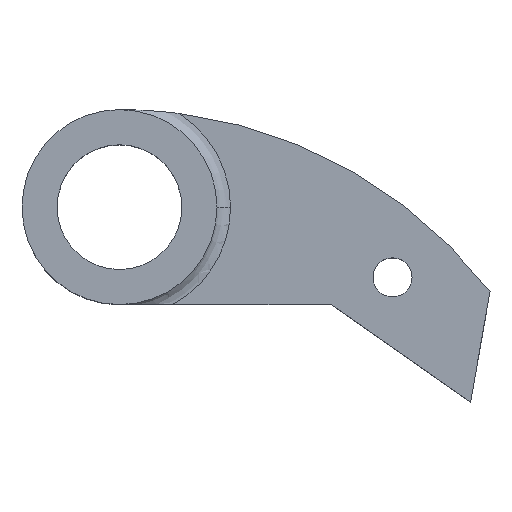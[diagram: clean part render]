
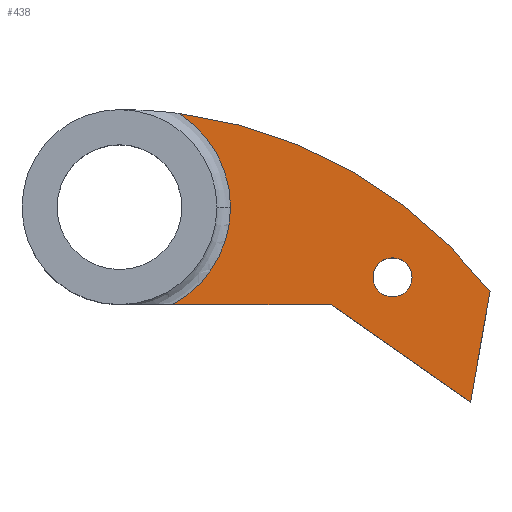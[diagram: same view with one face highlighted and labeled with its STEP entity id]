
A CAD part, top view. The second image highlights one B-rep face of the part: STEP entity #438.
In plain terms, the highlighted planar face has unit normal (0, 0, 1).
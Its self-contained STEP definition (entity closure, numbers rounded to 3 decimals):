
#3 = DIRECTION ( 'NONE',  ( 0., 0., 1. ) ) ;
#7 = ORIENTED_EDGE ( 'NONE', *, *, #505, .F. ) ;
#15 = DIRECTION ( 'NONE',  ( 1., 0., 0. ) ) ;
#16 = EDGE_CURVE ( 'NONE', #547, #384, #76, .T. ) ;
#20 = VERTEX_POINT ( 'NONE', #562 ) ;
#24 = CARTESIAN_POINT ( 'NONE',  ( 35., -9., 8. ) ) ;
#26 = EDGE_CURVE ( 'NONE', #606, #20, #418, .T. ) ;
#32 = CARTESIAN_POINT ( 'NONE',  ( 37.5, -9., 8. ) ) ;
#48 = CARTESIAN_POINT ( 'NONE',  ( 0., 0., 8. ) ) ;
#53 = VERTEX_POINT ( 'NONE', #523 ) ;
#64 = CARTESIAN_POINT ( 'NONE',  ( 0., -47.5, 8. ) ) ;
#74 = EDGE_CURVE ( 'NONE', #53, #606, #424, .T. ) ;
#76 = CIRCLE ( 'NONE', #602, 2.5 ) ;
#97 = DIRECTION ( 'NONE',  ( 0.819, -0.574, 0. ) ) ;
#102 = VERTEX_POINT ( 'NONE', #240 ) ;
#133 = DIRECTION ( 'NONE',  ( 0., 0., -1. ) ) ;
#138 = DIRECTION ( 'NONE',  ( 1., 0., 0. ) ) ;
#140 = VERTEX_POINT ( 'NONE', #530 ) ;
#150 = VECTOR ( 'NONE', #97, 1000. ) ;
#154 = LINE ( 'NONE', #342, #338 ) ;
#163 = CARTESIAN_POINT ( 'NONE',  ( 32.5, -9., 8. ) ) ;
#178 = EDGE_CURVE ( 'NONE', #102, #20, #154, .T. ) ;
#185 = AXIS2_PLACEMENT_3D ( 'NONE', #64, #239, #580 ) ;
#202 = CARTESIAN_POINT ( 'NONE',  ( 0., 0., 8. ) ) ;
#207 = AXIS2_PLACEMENT_3D ( 'NONE', #24, #329, #339 ) ;
#233 = AXIS2_PLACEMENT_3D ( 'NONE', #202, #429, #15 ) ;
#235 = ORIENTED_EDGE ( 'NONE', *, *, #16, .F. ) ;
#239 = DIRECTION ( 'NONE',  ( 0., 0., -1. ) ) ;
#240 = CARTESIAN_POINT ( 'NONE',  ( 47.497, -10.839, 8. ) ) ;
#260 = ORIENTED_EDGE ( 'NONE', *, *, #178, .F. ) ;
#263 = CARTESIAN_POINT ( 'NONE',  ( 14.232, 0., 8. ) ) ;
#269 = CARTESIAN_POINT ( 'NONE',  ( 3.058, 4.368, 8. ) ) ;
#276 = DIRECTION ( 'NONE',  ( 0., 0., 1. ) ) ;
#279 = ORIENTED_EDGE ( 'NONE', *, *, #487, .F. ) ;
#290 = CIRCLE ( 'NONE', #412, 14.232 ) ;
#315 = PLANE ( 'NONE',  #603 ) ;
#329 = DIRECTION ( 'NONE',  ( 0., 0., 1. ) ) ;
#338 = VECTOR ( 'NONE', #491, 1000. ) ;
#339 = DIRECTION ( 'NONE',  ( 1., 0., 0. ) ) ;
#342 = CARTESIAN_POINT ( 'NONE',  ( 47.918, -8.449, 8. ) ) ;
#353 = DIRECTION ( 'NONE',  ( 1., 0., 0. ) ) ;
#360 = FACE_OUTER_BOUND ( 'NONE', #571, .T. ) ;
#361 = VERTEX_POINT ( 'NONE', #263 ) ;
#371 = EDGE_LOOP ( 'NONE', ( #7, #235 ) ) ;
#375 = EDGE_CURVE ( 'NONE', #140, #361, #290, .T. ) ;
#384 = VERTEX_POINT ( 'NONE', #32 ) ;
#390 = CIRCLE ( 'NONE', #207, 2.5 ) ;
#395 = CARTESIAN_POINT ( 'NONE',  ( 0., 0., 8. ) ) ;
#401 = CIRCLE ( 'NONE', #233, 14.232 ) ;
#412 = AXIS2_PLACEMENT_3D ( 'NONE', #395, #133, #353 ) ;
#418 = LINE ( 'NONE', #269, #150 ) ;
#420 = CARTESIAN_POINT ( 'NONE',  ( 0., -12.5, 8. ) ) ;
#423 = FACE_BOUND ( 'NONE', #371, .T. ) ;
#424 = LINE ( 'NONE', #420, #493 ) ;
#429 = DIRECTION ( 'NONE',  ( 0., 0., -1. ) ) ;
#438 = ADVANCED_FACE ( 'NONE', ( #423, #360 ), #315, .T. ) ;
#449 = ORIENTED_EDGE ( 'NONE', *, *, #74, .T. ) ;
#468 = ORIENTED_EDGE ( 'NONE', *, *, #26, .T. ) ;
#487 = EDGE_CURVE ( 'NONE', #140, #102, #542, .T. ) ;
#491 = DIRECTION ( 'NONE',  ( -0.174, -0.985, 0. ) ) ;
#493 = VECTOR ( 'NONE', #564, 1000. ) ;
#505 = EDGE_CURVE ( 'NONE', #384, #547, #390, .T. ) ;
#523 = CARTESIAN_POINT ( 'NONE',  ( 6.805, -12.5, 8. ) ) ;
#524 = DIRECTION ( 'NONE',  ( 1., 0., 0. ) ) ;
#528 = ORIENTED_EDGE ( 'NONE', *, *, #548, .T. ) ;
#530 = CARTESIAN_POINT ( 'NONE',  ( 7.632, 12.013, 8. ) ) ;
#542 = CIRCLE ( 'NONE', #185, 60. ) ;
#547 = VERTEX_POINT ( 'NONE', #163 ) ;
#548 = EDGE_CURVE ( 'NONE', #361, #53, #401, .T. ) ;
#562 = CARTESIAN_POINT ( 'NONE',  ( 45., -25., 8. ) ) ;
#563 = ORIENTED_EDGE ( 'NONE', *, *, #375, .T. ) ;
#564 = DIRECTION ( 'NONE',  ( 1., 0., 0. ) ) ;
#567 = CARTESIAN_POINT ( 'NONE',  ( 35., -9., 8. ) ) ;
#571 = EDGE_LOOP ( 'NONE', ( #279, #563, #528, #449, #468, #260 ) ) ;
#580 = DIRECTION ( 'NONE',  ( 1., 0., 0. ) ) ;
#586 = CARTESIAN_POINT ( 'NONE',  ( 27.148, -12.5, 8. ) ) ;
#602 = AXIS2_PLACEMENT_3D ( 'NONE', #567, #276, #524 ) ;
#603 = AXIS2_PLACEMENT_3D ( 'NONE', #48, #3, #138 ) ;
#606 = VERTEX_POINT ( 'NONE', #586 ) ;
